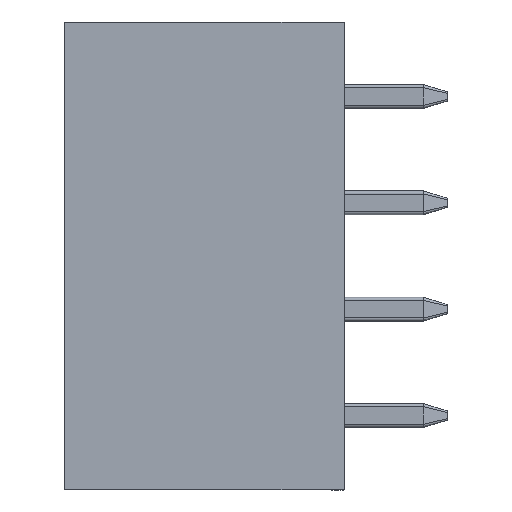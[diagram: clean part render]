
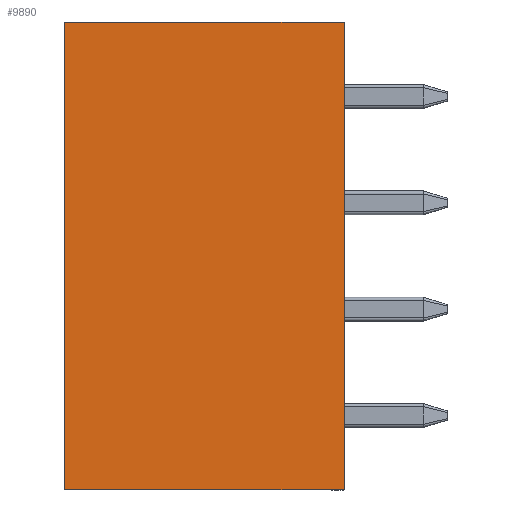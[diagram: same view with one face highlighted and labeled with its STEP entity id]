
A CAD part, left-side view. The second image highlights one B-rep face of the part: STEP entity #9890.
In plain terms, the highlighted planar face has unit normal (-1, 0, 0).
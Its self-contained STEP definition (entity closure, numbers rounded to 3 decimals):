
#92=CARTESIAN_POINT('',(-3.,0.0,-12.95));
#93=VERTEX_POINT('',#92);
#100=CARTESIAN_POINT('',(-3.,9.2,-12.95));
#101=VERTEX_POINT('',#100);
#102=CARTESIAN_POINT('',(-3.,9.2,-12.95));
#103=DIRECTION('',(0.0,-1.0,0.0));
#104=VECTOR('',#103,9.2);
#105=LINE('',#102,#104);
#106=EDGE_CURVE('',#101,#93,#105,.T.);
#154=CARTESIAN_POINT('',(-3.,9.2,2.45));
#155=VERTEX_POINT('',#154);
#164=CARTESIAN_POINT('',(-3.,0.0,2.45));
#165=VERTEX_POINT('',#164);
#166=CARTESIAN_POINT('',(-3.,0.0,2.45));
#167=DIRECTION('',(0.0,1.0,0.0));
#168=VECTOR('',#167,9.2);
#169=LINE('',#166,#168);
#170=EDGE_CURVE('',#165,#155,#169,.T.);
#242=CARTESIAN_POINT('',(-3.,9.2,-12.95));
#243=DIRECTION('',(0.0,0.0,1.0));
#244=VECTOR('',#243,15.4);
#245=LINE('',#242,#244);
#246=EDGE_CURVE('',#101,#155,#245,.T.);
#9874=CARTESIAN_POINT('',(-3.,0.0,0.0));
#9875=DIRECTION('',(-1.0,0.0,0.0));
#9876=DIRECTION('',(0.0,0.0,1.0));
#9877=AXIS2_PLACEMENT_3D('',#9874,#9875,#9876);
#9878=PLANE('',#9877);
#9879=ORIENTED_EDGE('',*,*,#246,.F.);
#9880=ORIENTED_EDGE('',*,*,#106,.T.);
#9881=CARTESIAN_POINT('',(-3.,0.0,2.45));
#9882=DIRECTION('',(0.0,0.0,-1.0));
#9883=VECTOR('',#9882,15.4);
#9884=LINE('',#9881,#9883);
#9885=EDGE_CURVE('',#165,#93,#9884,.T.);
#9886=ORIENTED_EDGE('',*,*,#9885,.F.);
#9887=ORIENTED_EDGE('',*,*,#170,.T.);
#9888=EDGE_LOOP('',(#9879,#9880,#9886,#9887));
#9889=FACE_OUTER_BOUND('',#9888,.T.);
#9890=ADVANCED_FACE('',(#9889),#9878,.T.);
